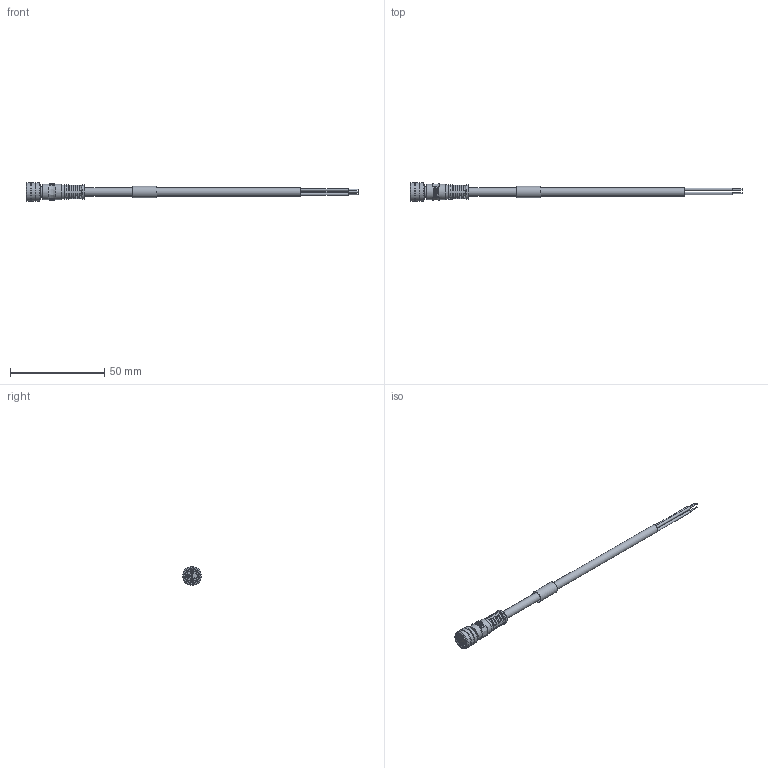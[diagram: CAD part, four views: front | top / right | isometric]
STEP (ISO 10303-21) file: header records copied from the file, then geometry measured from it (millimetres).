
FILE_DESCRIPTION (( 'STEP AP214' ), '1' );
FILE_NAME ('TRG325-C4Y.STEP', '2018-04-06T15:35:12', ( '' ), ( '' ), 'SwSTEP 2.0', 'SolidWorks 2017', '' );
FILE_SCHEMA (( 'AUTOMOTIVE_DESIGN' ));
Length unit declared in the file: inch
Products named in the file (4): 1AW01-003_.236 ID; TRG325-C4Y-MA1; TRG324-C4Y-MA2_Stripped; TRG325-C4Y
Assembly tree (3 placements, depth 2):
  TRG325-C4Y
    TRG324-C4Y-MA2_Stripped
    TRG325-C4Y-MA1
    1AW01-003_.236 ID
Bounding box: 176.05 x 10 x 10 mm (x, y, z)
Volume: 3272 mm3; surface area: 4168.5 mm2
Topology: 3 solids, 3 shells, 434 faces, 1093 edges, 731 vertices
Faces by surface type: plane 257, cylinder 124, cone 44, bspline 9
Full cylindrical faces by diameter (mm): 0.643 x3, 0.8 x1, 1.1 x3, 1.14 x3, 1.321 x3, 1.58 x3, 1.6 x3, 4.318 x1, 4.5 x1, 5.6 x1, 5.8 x2, 5.994 x1, 6.096 x1, 6.6 x1, 6.8 x1, 7 x1, 7.1 x1, 7.2 x1, 7.696 x1, 7.798 x1, 8.204 x1, 8.3 x1, 9.2 x2, 10 x3
Entity records: 14977 total; most frequent: CARTESIAN_POINT 3831, ORIENTED_EDGE 2018, DIRECTION 1823, EDGE_CURVE 1009, AXIS2_PLACEMENT_3D 714, VERTEX_POINT 702, EDGE_LOOP 551, FACE_OUTER_BOUND 471
